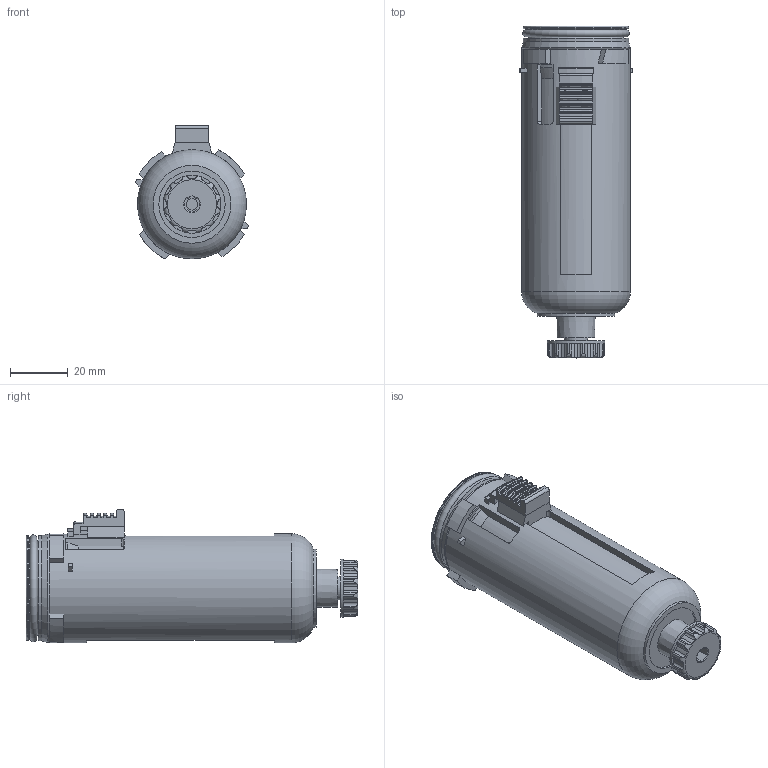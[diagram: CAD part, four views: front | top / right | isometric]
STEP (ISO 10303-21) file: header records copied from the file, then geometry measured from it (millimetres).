
FILE_DESCRIPTION( ( 'STEP AP203' ), ' ' );
FILE_NAME( '90001.0200.stp', '2017-03-09T16:13:37', ( '' ), ( '' ), ' ', 'PARTsolutions', ' ' );
FILE_SCHEMA( ( 'CONFIG_CONTROL_DESIGN' ) );
Length unit declared in the file: millimetre
Products named in the file (4): 90001.0200; _90001.0200_G; _90001.0200_A; _90001.0200_RE
Assembly tree (3 placements, depth 2):
  90001.0200
    _90001.0200_G
    _90001.0200_A
    _90001.0200_RE
Bounding box: 39.23 x 115 x 46.3 mm (x, y, z)
Volume: 111314.8 mm3; surface area: 18776.9 mm2
Topology: 3 solids, 3 shells, 251 faces, 676 edges, 443 vertices
Faces by surface type: plane 105, cylinder 104, torus 31, cone 11
Full cylindrical faces by diameter (mm): 4 x1, 7.6 x1, 8 x1, 8.566 x1, 9.728 x1, 20 x1, 23 x1, 27 x1, 32.6 x2, 36.5 x2, 37.8 x1
Entity records: 8338 total; most frequent: CARTESIAN_POINT 2055, DIRECTION 1279, ORIENTED_EDGE 1276, EDGE_CURVE 638, AXIS2_PLACEMENT_3D 496, VERTEX_POINT 438, EDGE_LOOP 294, LINE 287
